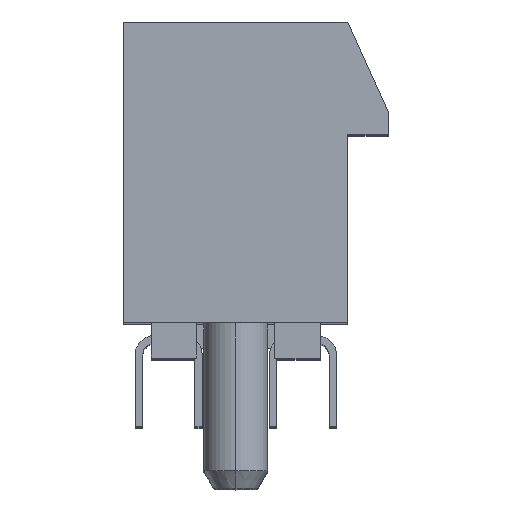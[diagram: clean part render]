
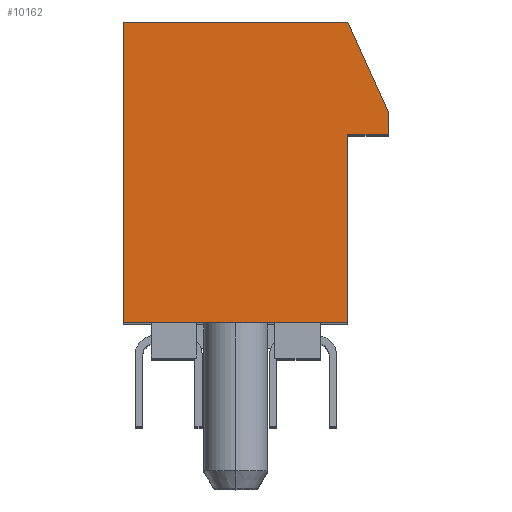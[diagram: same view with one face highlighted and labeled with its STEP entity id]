
A CAD part, top view. The second image highlights one B-rep face of the part: STEP entity #10162.
In plain terms, the highlighted planar face has unit normal (0, 0, 1).
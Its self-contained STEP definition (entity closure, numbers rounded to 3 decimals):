
#1584 = VERTEX_POINT ( 'NONE', #25273 ) ;
#1679 = VERTEX_POINT ( 'NONE', #20790 ) ;
#1737 = VERTEX_POINT ( 'NONE', #20462 ) ;
#1746 = VERTEX_POINT ( 'NONE', #20383 ) ;
#1795 = VERTEX_POINT ( 'NONE', #20161 ) ;
#1844 = VERTEX_POINT ( 'NONE', #20782 ) ;
#1859 = VERTEX_POINT ( 'NONE', #20732 ) ;
#4481 = PLANE ( 'NONE',  #5658 ) ;
#4512 = CARTESIAN_POINT ( 'NONE',  ( -3.75, 10.05, 0. ) ) ;
#4513 = DIRECTION ( 'NONE',  ( 0., 0., -1. ) ) ;
#4515 = DIRECTION ( 'NONE',  ( -1., 0., 0. ) ) ;
#5658 = AXIS2_PLACEMENT_3D ( 'NONE', #4512, #4513, #4515 ) ;
#6831 = EDGE_CURVE ( 'NONE', #1844, #1859, #17436, .T. ) ;
#6987 = EDGE_CURVE ( 'NONE', #1679, #1795, #27209, .T. ) ;
#6990 = EDGE_CURVE ( 'NONE', #1746, #1679, #27215, .T. ) ;
#6995 = EDGE_CURVE ( 'NONE', #1584, #1844, #27225, .T. ) ;
#7006 = EDGE_CURVE ( 'NONE', #1737, #1584, #27247, .T. ) ;
#7033 = EDGE_CURVE ( 'NONE', #1795, #1737, #27251, .T. ) ;
#7050 = EDGE_CURVE ( 'NONE', #1859, #1746, #27305, .T. ) ;
#7870 = CARTESIAN_POINT ( 'NONE',  ( -3.75, 0., 0. ) ) ;
#7874 = DIRECTION ( 'NONE',  ( 1., 0., 0. ) ) ;
#8543 = CARTESIAN_POINT ( 'NONE',  ( 5.1, 7.05, 0. ) ) ;
#8546 = DIRECTION ( 'NONE',  ( 0., 1., 0. ) ) ;
#8556 = CARTESIAN_POINT ( 'NONE',  ( 5.1, 6.3, 0. ) ) ;
#8558 = DIRECTION ( 'NONE',  ( 1., 0., 0. ) ) ;
#8577 = CARTESIAN_POINT ( 'NONE',  ( -3.75, 0., 0. ) ) ;
#8580 = DIRECTION ( 'NONE',  ( 0., -1., 0. ) ) ;
#8609 = CARTESIAN_POINT ( 'NONE',  ( 3.75, 10.05, 0. ) ) ;
#8624 = CARTESIAN_POINT ( 'NONE',  ( -3.75, 10.05, 0. ) ) ;
#8626 = DIRECTION ( 'NONE',  ( -1., 0., 0. ) ) ;
#8714 = DIRECTION ( 'NONE',  ( -0.41, 0.912, 0. ) ) ;
#8747 = CARTESIAN_POINT ( 'NONE',  ( 3.75, 0., 0. ) ) ;
#8750 = DIRECTION ( 'NONE',  ( 0., 1., 0. ) ) ;
#10162 = ADVANCED_FACE ( 'NONE', ( #18346 ), #4481, .F. ) ;
#13124 = EDGE_LOOP ( 'NONE', ( #23270, #23269, #23268, #23267, #23266, #23265, #23264 ) ) ;
#17436 = LINE ( 'NONE', #7870, #17439 ) ;
#17439 = VECTOR ( 'NONE', #7874, 1000. ) ;
#18346 = FACE_OUTER_BOUND ( 'NONE', #13124, .T. ) ;
#20161 = CARTESIAN_POINT ( 'NONE',  ( 5.1, 7.05, 0. ) ) ;
#20383 = CARTESIAN_POINT ( 'NONE',  ( 3.75, 6.3, 0. ) ) ;
#20462 = CARTESIAN_POINT ( 'NONE',  ( 3.75, 10.05, 0. ) ) ;
#20732 = CARTESIAN_POINT ( 'NONE',  ( 3.75, 0., 0. ) ) ;
#20782 = CARTESIAN_POINT ( 'NONE',  ( -3.75, 0., 0. ) ) ;
#20790 = CARTESIAN_POINT ( 'NONE',  ( 5.1, 6.3, 0. ) ) ;
#23264 = ORIENTED_EDGE ( 'NONE', *, *, #7006, .T. ) ;
#23265 = ORIENTED_EDGE ( 'NONE', *, *, #7033, .T. ) ;
#23266 = ORIENTED_EDGE ( 'NONE', *, *, #6987, .T. ) ;
#23267 = ORIENTED_EDGE ( 'NONE', *, *, #6990, .T. ) ;
#23268 = ORIENTED_EDGE ( 'NONE', *, *, #7050, .T. ) ;
#23269 = ORIENTED_EDGE ( 'NONE', *, *, #6831, .T. ) ;
#23270 = ORIENTED_EDGE ( 'NONE', *, *, #6995, .T. ) ;
#25273 = CARTESIAN_POINT ( 'NONE',  ( -3.75, 10.05, 0. ) ) ;
#27209 = LINE ( 'NONE', #8543, #27212 ) ;
#27212 = VECTOR ( 'NONE', #8546, 1000. ) ;
#27215 = LINE ( 'NONE', #8556, #27218 ) ;
#27218 = VECTOR ( 'NONE', #8558, 1000. ) ;
#27225 = LINE ( 'NONE', #8577, #27228 ) ;
#27228 = VECTOR ( 'NONE', #8580, 1000. ) ;
#27247 = LINE ( 'NONE', #8624, #27250 ) ;
#27250 = VECTOR ( 'NONE', #8626, 1000. ) ;
#27251 = LINE ( 'NONE', #8609, #27292 ) ;
#27292 = VECTOR ( 'NONE', #8714, 1000. ) ;
#27305 = LINE ( 'NONE', #8747, #27308 ) ;
#27308 = VECTOR ( 'NONE', #8750, 1000. ) ;
